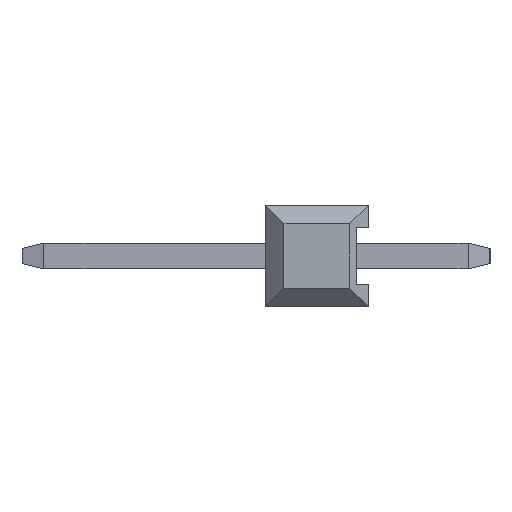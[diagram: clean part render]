
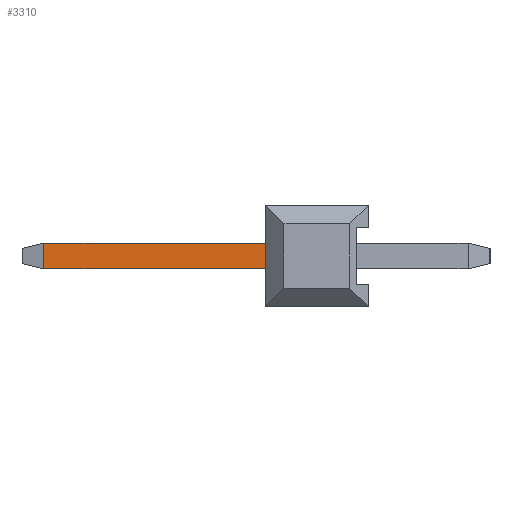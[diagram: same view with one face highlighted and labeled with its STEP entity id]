
A CAD part, left-side view. The second image highlights one B-rep face of the part: STEP entity #3310.
In plain terms, the highlighted planar face has unit normal (-1, 0, 0).
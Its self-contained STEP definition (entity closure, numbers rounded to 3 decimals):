
#2569 = EDGE_LOOP ( 'NONE', ( #35487, #35447, #35478, #35449 ) ) ;
#2675 = AXIS2_PLACEMENT_3D ( 'NONE', #8037, #8038, #8039 ) ;
#2813 = VECTOR ( 'NONE', #19650, 1000. ) ;
#2945 = VECTOR ( 'NONE', #19659, 1000. ) ;
#2947 = VECTOR ( 'NONE', #19656, 1000. ) ;
#3029 = FACE_OUTER_BOUND ( 'NONE', #2569, .T. ) ;
#3168 = EDGE_CURVE ( 'NONE', #25925, #25914, #19648, .T. ) ;
#3170 = EDGE_CURVE ( 'NONE', #33846, #25925, #19654, .T. ) ;
#3171 = EDGE_CURVE ( 'NONE', #33846, #33858, #19657, .T. ) ;
#3310 = ADVANCED_FACE ( 'NONE', ( #3029 ), #8036, .T. ) ;
#5053 = LINE ( 'NONE', #5054, #15363 ) ;
#5054 = CARTESIAN_POINT ( 'NONE',  ( -0.32, 2.54, -0.32 ) ) ;
#5056 = DIRECTION ( 'NONE',  ( 0., 0., 1. ) ) ;
#8036 = PLANE ( 'NONE',  #2675 ) ;
#8037 = CARTESIAN_POINT ( 'NONE',  ( -0.32, 8.54, 0.32 ) ) ;
#8038 = DIRECTION ( 'NONE',  ( -1., 0., 0. ) ) ;
#8039 = DIRECTION ( 'NONE',  ( 0., 0., 1. ) ) ;
#12691 = EDGE_CURVE ( 'NONE', #25914, #33858, #5053, .T. ) ;
#15363 = VECTOR ( 'NONE', #5056, 1000. ) ;
#19648 = LINE ( 'NONE', #19649, #2813 ) ;
#19649 = CARTESIAN_POINT ( 'NONE',  ( -0.32, 8.54, -0.32 ) ) ;
#19650 = DIRECTION ( 'NONE',  ( 0., -1., 0. ) ) ;
#19654 = LINE ( 'NONE', #19655, #2947 ) ;
#19655 = CARTESIAN_POINT ( 'NONE',  ( -0.32, 7.999, 0.32 ) ) ;
#19656 = DIRECTION ( 'NONE',  ( 0., 0., -1. ) ) ;
#19657 = LINE ( 'NONE', #19658, #2945 ) ;
#19658 = CARTESIAN_POINT ( 'NONE',  ( -0.32, 8.54, 0.32 ) ) ;
#19659 = DIRECTION ( 'NONE',  ( 0., -1., 0. ) ) ;
#25914 = VERTEX_POINT ( 'NONE', #31451 ) ;
#25925 = VERTEX_POINT ( 'NONE', #31462 ) ;
#29106 = CARTESIAN_POINT ( 'NONE',  ( -0.32, 7.999, 0.32 ) ) ;
#29118 = CARTESIAN_POINT ( 'NONE',  ( -0.32, 2.54, 0.32 ) ) ;
#31451 = CARTESIAN_POINT ( 'NONE',  ( -0.32, 2.54, -0.32 ) ) ;
#31462 = CARTESIAN_POINT ( 'NONE',  ( -0.32, 7.999, -0.32 ) ) ;
#33846 = VERTEX_POINT ( 'NONE', #29106 ) ;
#33858 = VERTEX_POINT ( 'NONE', #29118 ) ;
#35447 = ORIENTED_EDGE ( 'NONE', *, *, #3170, .T. ) ;
#35449 = ORIENTED_EDGE ( 'NONE', *, *, #12691, .T. ) ;
#35478 = ORIENTED_EDGE ( 'NONE', *, *, #3168, .T. ) ;
#35487 = ORIENTED_EDGE ( 'NONE', *, *, #3171, .F. ) ;
